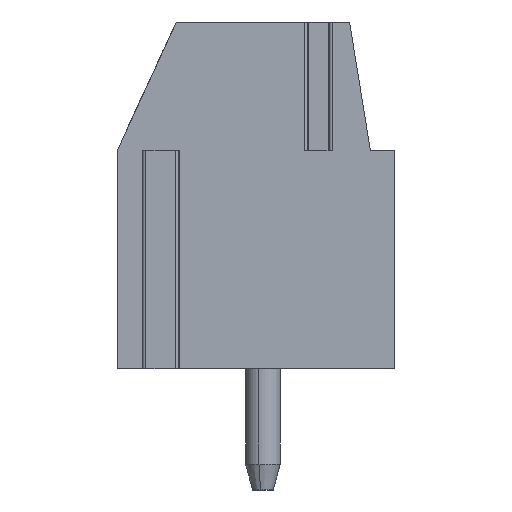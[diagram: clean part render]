
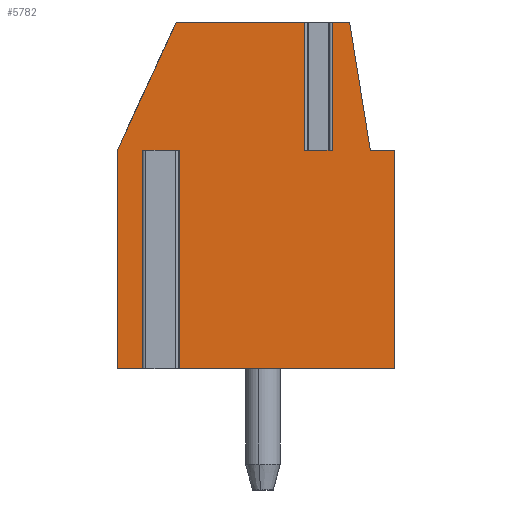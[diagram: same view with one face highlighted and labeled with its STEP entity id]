
A CAD part, left-side view. The second image highlights one B-rep face of the part: STEP entity #5782.
In plain terms, the highlighted planar face has unit normal (-1, 0, 0).
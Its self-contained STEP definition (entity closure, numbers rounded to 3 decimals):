
#5744=AXIS2_PLACEMENT_3D('Plane Axis2P3D',#5741,#5742,#5743) ;
#226=CARTESIAN_POINT('Line Origine',(0.5,1.,11.65)) ;
#230=CARTESIAN_POINT('Vertex',(0.5,1.3,13.5)) ;
#232=CARTESIAN_POINT('Vertex',(0.5,0.7,9.8)) ;
#266=CARTESIAN_POINT('Line Origine',(0.5,0.35,9.8)) ;
#270=CARTESIAN_POINT('Vertex',(0.5,0.,9.8)) ;
#297=CARTESIAN_POINT('Line Origine',(0.5,7.15,11.65)) ;
#301=CARTESIAN_POINT('Vertex',(0.5,6.3,13.5)) ;
#303=CARTESIAN_POINT('Vertex',(0.5,8.,9.8)) ;
#1232=CARTESIAN_POINT('Line Origine',(0.5,0.,6.65)) ;
#1236=CARTESIAN_POINT('Vertex',(0.5,0.,3.5)) ;
#1840=CARTESIAN_POINT('Line Origine',(0.5,8.,6.65)) ;
#1844=CARTESIAN_POINT('Vertex',(0.5,8.,3.5)) ;
#2246=CARTESIAN_POINT('Line Origine',(0.5,4.447,13.5)) ;
#2250=CARTESIAN_POINT('Vertex',(0.5,2.594,13.5)) ;
#2299=CARTESIAN_POINT('Vertex',(0.5,1.806,13.5)) ;
#2302=CARTESIAN_POINT('Line Origine',(0.5,1.553,13.5)) ;
#2783=CARTESIAN_POINT('Line Origine',(0.5,3.218,3.5)) ;
#2787=CARTESIAN_POINT('Vertex',(0.5,6.435,3.5)) ;
#2822=CARTESIAN_POINT('Vertex',(0.5,7.065,3.5)) ;
#2825=CARTESIAN_POINT('Line Origine',(0.5,7.533,3.5)) ;
#5379=CARTESIAN_POINT('Vertex',(0.5,6.435,9.8)) ;
#5389=CARTESIAN_POINT('Line Origine',(0.5,6.435,6.65)) ;
#5401=CARTESIAN_POINT('Line Origine',(0.5,6.75,9.8)) ;
#5405=CARTESIAN_POINT('Vertex',(0.5,7.065,9.8)) ;
#5499=CARTESIAN_POINT('Line Origine',(0.5,7.065,6.65)) ;
#5741=CARTESIAN_POINT('Axis2P3D Location',(0.5,6.241,14.3)) ;
#5746=CARTESIAN_POINT('Line Origine',(0.5,1.806,11.65)) ;
#5750=CARTESIAN_POINT('Vertex',(0.5,1.806,9.8)) ;
#5753=CARTESIAN_POINT('Line Origine',(0.5,2.2,9.8)) ;
#5757=CARTESIAN_POINT('Vertex',(0.5,2.594,9.8)) ;
#5760=CARTESIAN_POINT('Line Origine',(0.5,2.594,11.65)) ;
#227=DIRECTION('Vector Direction',(0.,-0.16,-0.987)) ;
#267=DIRECTION('Vector Direction',(0.,-1.,0.)) ;
#298=DIRECTION('Vector Direction',(0.,0.418,-0.909)) ;
#1233=DIRECTION('Vector Direction',(0.,0.,-1.)) ;
#1841=DIRECTION('Vector Direction',(0.,0.,1.)) ;
#2247=DIRECTION('Vector Direction',(0.,-1.,0.)) ;
#2303=DIRECTION('Vector Direction',(0.,-1.,0.)) ;
#2784=DIRECTION('Vector Direction',(0.,1.,0.)) ;
#2826=DIRECTION('Vector Direction',(0.,1.,0.)) ;
#5390=DIRECTION('Vector Direction',(0.,0.,1.)) ;
#5402=DIRECTION('Vector Direction',(0.,1.,0.)) ;
#5500=DIRECTION('Vector Direction',(0.,0.,1.)) ;
#5742=DIRECTION('Axis2P3D Direction',(1.,0.,0.)) ;
#5743=DIRECTION('Axis2P3D XDirection',(0.,0.,1.)) ;
#5747=DIRECTION('Vector Direction',(0.,0.,1.)) ;
#5754=DIRECTION('Vector Direction',(0.,1.,0.)) ;
#5761=DIRECTION('Vector Direction',(0.,0.,1.)) ;
#228=VECTOR('Line Direction',#227,1.) ;
#268=VECTOR('Line Direction',#267,1.) ;
#299=VECTOR('Line Direction',#298,1.) ;
#1234=VECTOR('Line Direction',#1233,1.) ;
#1842=VECTOR('Line Direction',#1841,1.) ;
#2248=VECTOR('Line Direction',#2247,1.) ;
#2304=VECTOR('Line Direction',#2303,1.) ;
#2785=VECTOR('Line Direction',#2784,1.) ;
#2827=VECTOR('Line Direction',#2826,1.) ;
#5391=VECTOR('Line Direction',#5390,1.) ;
#5403=VECTOR('Line Direction',#5402,1.) ;
#5501=VECTOR('Line Direction',#5500,1.) ;
#5748=VECTOR('Line Direction',#5747,1.) ;
#5755=VECTOR('Line Direction',#5754,1.) ;
#5762=VECTOR('Line Direction',#5761,1.) ;
#5766=ORIENTED_EDGE('',*,*,#5752,.F.) ;
#5767=ORIENTED_EDGE('',*,*,#5759,.T.) ;
#5768=ORIENTED_EDGE('',*,*,#5764,.T.) ;
#5769=ORIENTED_EDGE('',*,*,#2252,.F.) ;
#5770=ORIENTED_EDGE('',*,*,#305,.T.) ;
#5771=ORIENTED_EDGE('',*,*,#1846,.F.) ;
#5772=ORIENTED_EDGE('',*,*,#2829,.F.) ;
#5773=ORIENTED_EDGE('',*,*,#5503,.T.) ;
#5774=ORIENTED_EDGE('',*,*,#5407,.T.) ;
#5775=ORIENTED_EDGE('',*,*,#5393,.F.) ;
#5776=ORIENTED_EDGE('',*,*,#2789,.F.) ;
#5777=ORIENTED_EDGE('',*,*,#1238,.F.) ;
#5778=ORIENTED_EDGE('',*,*,#272,.F.) ;
#5779=ORIENTED_EDGE('',*,*,#234,.F.) ;
#5780=ORIENTED_EDGE('',*,*,#2306,.F.) ;
#5782=ADVANCED_FACE('PartBody',(#5781),#5745,.F.) ;
#234=EDGE_CURVE('',#231,#233,#229,.T.) ;
#272=EDGE_CURVE('',#233,#271,#269,.T.) ;
#305=EDGE_CURVE('',#302,#304,#300,.T.) ;
#1238=EDGE_CURVE('',#271,#1237,#1235,.T.) ;
#1846=EDGE_CURVE('',#1845,#304,#1843,.T.) ;
#2252=EDGE_CURVE('',#302,#2251,#2249,.T.) ;
#2306=EDGE_CURVE('',#2300,#231,#2305,.T.) ;
#2789=EDGE_CURVE('',#1237,#2788,#2786,.T.) ;
#2829=EDGE_CURVE('',#2823,#1845,#2828,.T.) ;
#5393=EDGE_CURVE('',#2788,#5380,#5392,.T.) ;
#5407=EDGE_CURVE('',#5406,#5380,#5404,.F.) ;
#5503=EDGE_CURVE('',#2823,#5406,#5502,.T.) ;
#5752=EDGE_CURVE('',#5751,#2300,#5749,.T.) ;
#5759=EDGE_CURVE('',#5751,#5758,#5756,.T.) ;
#5764=EDGE_CURVE('',#5758,#2251,#5763,.T.) ;
#5765=EDGE_LOOP('',(#5766,#5767,#5768,#5769,#5770,#5771,#5772,#5773,#5774,#5775,#5776,#5777,#5778,#5779,#5780)) ;
#5781=FACE_OUTER_BOUND('',#5765,.T.) ;
#229=LINE('Line',#226,#228) ;
#269=LINE('Line',#266,#268) ;
#300=LINE('Line',#297,#299) ;
#1235=LINE('Line',#1232,#1234) ;
#1843=LINE('Line',#1840,#1842) ;
#2249=LINE('Line',#2246,#2248) ;
#2305=LINE('Line',#2302,#2304) ;
#2786=LINE('Line',#2783,#2785) ;
#2828=LINE('Line',#2825,#2827) ;
#5392=LINE('Line',#5389,#5391) ;
#5404=LINE('Line',#5401,#5403) ;
#5502=LINE('Line',#5499,#5501) ;
#5749=LINE('Line',#5746,#5748) ;
#5756=LINE('Line',#5753,#5755) ;
#5763=LINE('Line',#5760,#5762) ;
#5745=PLANE('',#5744) ;
#231=VERTEX_POINT('',#230) ;
#233=VERTEX_POINT('',#232) ;
#271=VERTEX_POINT('',#270) ;
#302=VERTEX_POINT('',#301) ;
#304=VERTEX_POINT('',#303) ;
#1237=VERTEX_POINT('',#1236) ;
#1845=VERTEX_POINT('',#1844) ;
#2251=VERTEX_POINT('',#2250) ;
#2300=VERTEX_POINT('',#2299) ;
#2788=VERTEX_POINT('',#2787) ;
#2823=VERTEX_POINT('',#2822) ;
#5380=VERTEX_POINT('',#5379) ;
#5406=VERTEX_POINT('',#5405) ;
#5751=VERTEX_POINT('',#5750) ;
#5758=VERTEX_POINT('',#5757) ;
